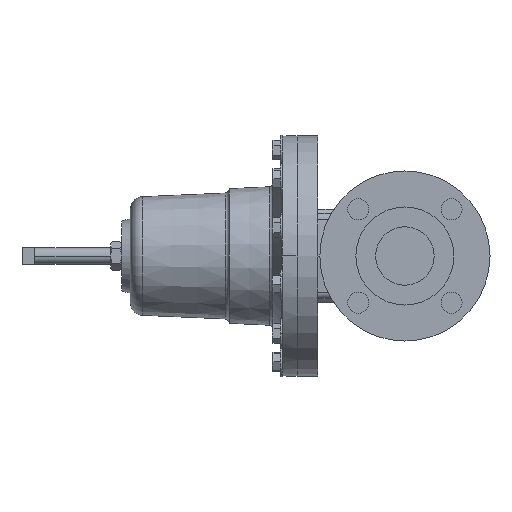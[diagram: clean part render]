
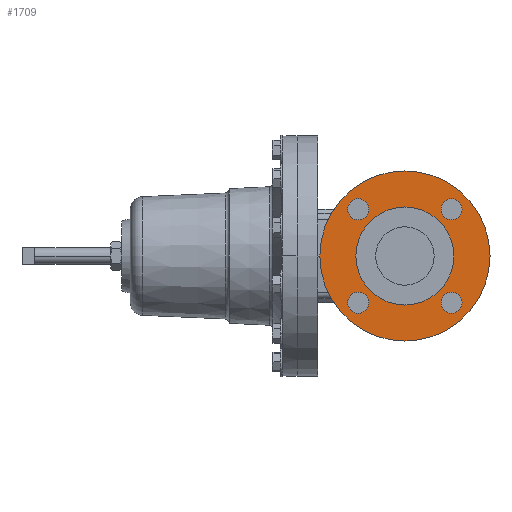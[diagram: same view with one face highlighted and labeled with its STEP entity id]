
A CAD part, left-side view. The second image highlights one B-rep face of the part: STEP entity #1709.
In plain terms, the highlighted planar face has unit normal (-1, 0, 0).
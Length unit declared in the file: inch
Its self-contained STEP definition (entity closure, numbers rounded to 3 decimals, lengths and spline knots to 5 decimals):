
#558 = DIRECTION ( 'NONE',  ( 0., 0., -1. ) ) ;
#583 = DIRECTION ( 'NONE',  ( -1., 0., 0. ) ) ;
#775 = CARTESIAN_POINT ( 'NONE',  ( -4.33998, 1.37179, -1.37179 ) ) ;
#859 = CIRCLE ( 'NONE', #12576, 1.44 ) ;
#876 = EDGE_CURVE ( 'NONE', #5222, #9701, #938, .T. ) ;
#898 = FACE_BOUND ( 'NONE', #7000, .T. ) ;
#938 = CIRCLE ( 'NONE', #12447, 2.5 ) ;
#1008 = DIRECTION ( 'NONE',  ( 0., 0., -1. ) ) ;
#1195 = CARTESIAN_POINT ( 'NONE',  ( -4.33998, 0., 1.44 ) ) ;
#1709 = ADVANCED_FACE ( 'NONE', ( #9280, #17252, #4420, #898, #15014, #5088 ), #13671, .T. ) ;
#1745 = EDGE_CURVE ( 'NONE', #6563, #2798, #6399, .T. ) ;
#1800 = CARTESIAN_POINT ( 'NONE',  ( -4.33998, 0., -2.5 ) ) ;
#1823 = CIRCLE ( 'NONE', #15212, 0.31 ) ;
#1935 = ORIENTED_EDGE ( 'NONE', *, *, #16729, .F. ) ;
#2192 = VERTEX_POINT ( 'NONE', #13839 ) ;
#2276 = DIRECTION ( 'NONE',  ( 0., -1., 0. ) ) ;
#2645 = EDGE_LOOP ( 'NONE', ( #18150, #17331 ) ) ;
#2798 = VERTEX_POINT ( 'NONE', #5200 ) ;
#3036 = CARTESIAN_POINT ( 'NONE',  ( -4.33998, -1.37179, -1.37179 ) ) ;
#3312 = ORIENTED_EDGE ( 'NONE', *, *, #3817, .F. ) ;
#3396 = EDGE_CURVE ( 'NONE', #6350, #14412, #859, .T. ) ;
#3674 = DIRECTION ( 'NONE',  ( -1., 0., 0. ) ) ;
#3817 = EDGE_CURVE ( 'NONE', #14412, #6350, #17820, .T. ) ;
#3964 = AXIS2_PLACEMENT_3D ( 'NONE', #16237, #13293, #10453 ) ;
#4230 = CARTESIAN_POINT ( 'NONE',  ( -4.33998, -1.37179, 1.68179 ) ) ;
#4347 = DIRECTION ( 'NONE',  ( -1., 0., 0. ) ) ;
#4420 = FACE_BOUND ( 'NONE', #10372, .T. ) ;
#4564 = EDGE_CURVE ( 'NONE', #9701, #5222, #16910, .T. ) ;
#4586 = VERTEX_POINT ( 'NONE', #11865 ) ;
#4657 = CARTESIAN_POINT ( 'NONE',  ( -4.33998, 1.37179, -1.37179 ) ) ;
#4790 = DIRECTION ( 'NONE',  ( 0., 0., 1. ) ) ;
#5088 = FACE_BOUND ( 'NONE', #17561, .T. ) ;
#5148 = CIRCLE ( 'NONE', #5657, 0.31 ) ;
#5200 = CARTESIAN_POINT ( 'NONE',  ( -4.33998, 1.37179, 1.68179 ) ) ;
#5222 = VERTEX_POINT ( 'NONE', #1800 ) ;
#5501 = EDGE_LOOP ( 'NONE', ( #17485, #1935 ) ) ;
#5657 = AXIS2_PLACEMENT_3D ( 'NONE', #4657, #13214, #4790 ) ;
#5672 = EDGE_CURVE ( 'NONE', #2192, #11592, #1823, .T. ) ;
#6188 = DIRECTION ( 'NONE',  ( -1., 0., 0. ) ) ;
#6350 = VERTEX_POINT ( 'NONE', #9757 ) ;
#6399 = CIRCLE ( 'NONE', #12923, 0.31 ) ;
#6548 = DIRECTION ( 'NONE',  ( -1., 0., 0. ) ) ;
#6563 = VERTEX_POINT ( 'NONE', #10847 ) ;
#6754 = EDGE_CURVE ( 'NONE', #11351, #4586, #5148, .T. ) ;
#6909 = EDGE_CURVE ( 'NONE', #14966, #10170, #9326, .T. ) ;
#7000 = EDGE_LOOP ( 'NONE', ( #18270, #16288 ) ) ;
#7293 = AXIS2_PLACEMENT_3D ( 'NONE', #8062, #3674, #2276 ) ;
#7336 = ORIENTED_EDGE ( 'NONE', *, *, #11566, .F. ) ;
#7736 = CARTESIAN_POINT ( 'NONE',  ( -4.33998, 0., 0. ) ) ;
#7854 = AXIS2_PLACEMENT_3D ( 'NONE', #3036, #4347, #12846 ) ;
#7891 = CARTESIAN_POINT ( 'NONE',  ( -4.33998, -1.44, 0. ) ) ;
#7896 = DIRECTION ( 'NONE',  ( -1., 0., 0. ) ) ;
#7965 = DIRECTION ( 'NONE',  ( -1., 0., 0. ) ) ;
#7995 = DIRECTION ( 'NONE',  ( 0., 0., -1. ) ) ;
#8062 = CARTESIAN_POINT ( 'NONE',  ( -4.33998, 1.37179, 1.37179 ) ) ;
#8491 = CARTESIAN_POINT ( 'NONE',  ( -4.33998, 0., 0. ) ) ;
#8577 = ORIENTED_EDGE ( 'NONE', *, *, #3396, .F. ) ;
#8906 = DIRECTION ( 'NONE',  ( -1., 0., 0. ) ) ;
#8967 = DIRECTION ( 'NONE',  ( 0., 0., -1. ) ) ;
#8996 = CARTESIAN_POINT ( 'NONE',  ( -4.33998, -1.37179, 1.37179 ) ) ;
#9219 = CIRCLE ( 'NONE', #15050, 0.31 ) ;
#9280 = FACE_BOUND ( 'NONE', #5501, .T. ) ;
#9326 = CIRCLE ( 'NONE', #9903, 0.31 ) ;
#9334 = DIRECTION ( 'NONE',  ( -1., 0., 0. ) ) ;
#9701 = VERTEX_POINT ( 'NONE', #14616 ) ;
#9757 = CARTESIAN_POINT ( 'NONE',  ( -4.33998, 0., -1.44 ) ) ;
#9903 = AXIS2_PLACEMENT_3D ( 'NONE', #16148, #583, #14701 ) ;
#10058 = CIRCLE ( 'NONE', #7293, 0.31 ) ;
#10170 = VERTEX_POINT ( 'NONE', #16535 ) ;
#10187 = CARTESIAN_POINT ( 'NONE',  ( -4.33998, 0., 0. ) ) ;
#10372 = EDGE_LOOP ( 'NONE', ( #7336, #17720 ) ) ;
#10453 = DIRECTION ( 'NONE',  ( 0., 0., -1. ) ) ;
#10473 = ORIENTED_EDGE ( 'NONE', *, *, #10708, .F. ) ;
#10498 = CIRCLE ( 'NONE', #7854, 0.31 ) ;
#10542 = EDGE_CURVE ( 'NONE', #11592, #2192, #9219, .T. ) ;
#10691 = AXIS2_PLACEMENT_3D ( 'NONE', #7891, #7965, #1008 ) ;
#10708 = EDGE_CURVE ( 'NONE', #4586, #11351, #15401, .T. ) ;
#10847 = CARTESIAN_POINT ( 'NONE',  ( -4.33998, 1.37179, 1.06179 ) ) ;
#11351 = VERTEX_POINT ( 'NONE', #13712 ) ;
#11373 = CARTESIAN_POINT ( 'NONE',  ( -4.33998, -1.37179, -1.06179 ) ) ;
#11566 = EDGE_CURVE ( 'NONE', #10170, #14966, #10498, .T. ) ;
#11592 = VERTEX_POINT ( 'NONE', #4230 ) ;
#11865 = CARTESIAN_POINT ( 'NONE',  ( -4.33998, 1.37179, -1.68179 ) ) ;
#12192 = DIRECTION ( 'NONE',  ( 0., -1., 0. ) ) ;
#12447 = AXIS2_PLACEMENT_3D ( 'NONE', #10187, #8906, #8967 ) ;
#12576 = AXIS2_PLACEMENT_3D ( 'NONE', #8491, #16865, #18368 ) ;
#12846 = DIRECTION ( 'NONE',  ( 0., 1., 0. ) ) ;
#12923 = AXIS2_PLACEMENT_3D ( 'NONE', #16379, #13500, #12192 ) ;
#13214 = DIRECTION ( 'NONE',  ( -1., 0., 0. ) ) ;
#13293 = DIRECTION ( 'NONE',  ( -1., 0., 0. ) ) ;
#13500 = DIRECTION ( 'NONE',  ( -1., 0., 0. ) ) ;
#13671 = PLANE ( 'NONE',  #10691 ) ;
#13712 = CARTESIAN_POINT ( 'NONE',  ( -4.33998, 1.37179, -1.06179 ) ) ;
#13839 = CARTESIAN_POINT ( 'NONE',  ( -4.33998, -1.37179, 1.06179 ) ) ;
#14319 = ORIENTED_EDGE ( 'NONE', *, *, #6754, .F. ) ;
#14412 = VERTEX_POINT ( 'NONE', #1195 ) ;
#14616 = CARTESIAN_POINT ( 'NONE',  ( -4.33998, 0., 2.5 ) ) ;
#14630 = EDGE_LOOP ( 'NONE', ( #10473, #14319 ) ) ;
#14701 = DIRECTION ( 'NONE',  ( 0., 1., 0. ) ) ;
#14836 = AXIS2_PLACEMENT_3D ( 'NONE', #7736, #6548, #7995 ) ;
#14889 = DIRECTION ( 'NONE',  ( 0., 0., 1. ) ) ;
#14966 = VERTEX_POINT ( 'NONE', #11373 ) ;
#15014 = FACE_OUTER_BOUND ( 'NONE', #2645, .T. ) ;
#15050 = AXIS2_PLACEMENT_3D ( 'NONE', #17522, #6188, #16079 ) ;
#15212 = AXIS2_PLACEMENT_3D ( 'NONE', #8996, #7896, #558 ) ;
#15401 = CIRCLE ( 'NONE', #17827, 0.31 ) ;
#16079 = DIRECTION ( 'NONE',  ( 0., 0., -1. ) ) ;
#16148 = CARTESIAN_POINT ( 'NONE',  ( -4.33998, -1.37179, -1.37179 ) ) ;
#16237 = CARTESIAN_POINT ( 'NONE',  ( -4.33998, 0., 0. ) ) ;
#16288 = ORIENTED_EDGE ( 'NONE', *, *, #10542, .F. ) ;
#16379 = CARTESIAN_POINT ( 'NONE',  ( -4.33998, 1.37179, 1.37179 ) ) ;
#16535 = CARTESIAN_POINT ( 'NONE',  ( -4.33998, -1.37179, -1.68179 ) ) ;
#16729 = EDGE_CURVE ( 'NONE', #2798, #6563, #10058, .T. ) ;
#16865 = DIRECTION ( 'NONE',  ( -1., 0., 0. ) ) ;
#16910 = CIRCLE ( 'NONE', #3964, 2.5 ) ;
#17252 = FACE_BOUND ( 'NONE', #14630, .T. ) ;
#17331 = ORIENTED_EDGE ( 'NONE', *, *, #4564, .T. ) ;
#17485 = ORIENTED_EDGE ( 'NONE', *, *, #1745, .F. ) ;
#17522 = CARTESIAN_POINT ( 'NONE',  ( -4.33998, -1.37179, 1.37179 ) ) ;
#17561 = EDGE_LOOP ( 'NONE', ( #8577, #3312 ) ) ;
#17720 = ORIENTED_EDGE ( 'NONE', *, *, #6909, .F. ) ;
#17820 = CIRCLE ( 'NONE', #14836, 1.44 ) ;
#17827 = AXIS2_PLACEMENT_3D ( 'NONE', #775, #9334, #14889 ) ;
#18150 = ORIENTED_EDGE ( 'NONE', *, *, #876, .T. ) ;
#18270 = ORIENTED_EDGE ( 'NONE', *, *, #5672, .F. ) ;
#18368 = DIRECTION ( 'NONE',  ( 0., 0., -1. ) ) ;
